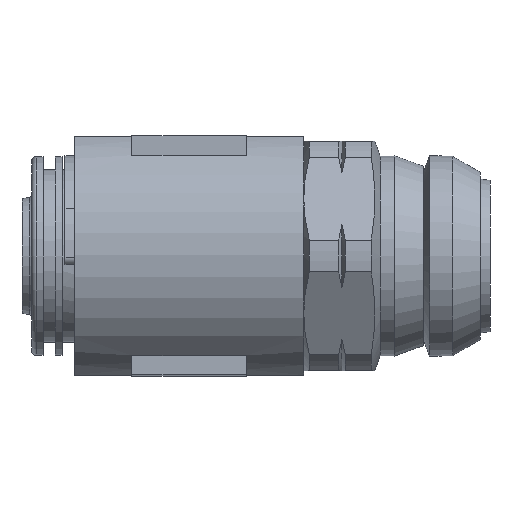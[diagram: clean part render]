
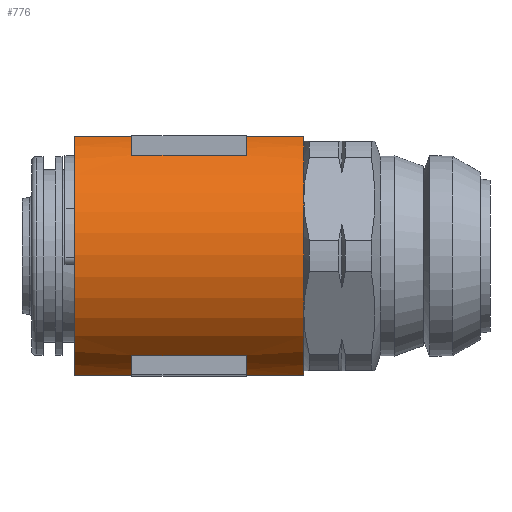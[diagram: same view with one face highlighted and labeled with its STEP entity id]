
A CAD part, left-side view. The second image highlights one B-rep face of the part: STEP entity #776.
In plain terms, the highlighted cylindrical face has radius 13.5 mm (diameter 27 mm), a partial arc.
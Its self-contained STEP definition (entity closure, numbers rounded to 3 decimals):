
#9 = DIRECTION ( 'NONE',  ( 0., 1., 0. ) ) ;
#21 = CARTESIAN_POINT ( 'NONE',  ( 0., 47.5, 0. ) ) ;
#29 = DIRECTION ( 'NONE',  ( 0.008, 0., 1. ) ) ;
#99 = EDGE_CURVE ( 'NONE', #6718, #6707, #5150, .T. ) ;
#389 = CARTESIAN_POINT ( 'NONE',  ( -5.004, 47.5, 12.538 ) ) ;
#390 = DIRECTION ( 'NONE',  ( 0., -1., 0. ) ) ;
#395 = CARTESIAN_POINT ( 'NONE',  ( -5.196, 19.5, -12.46 ) ) ;
#397 = CARTESIAN_POINT ( 'NONE',  ( 0., 25.5, 0. ) ) ;
#398 = DIRECTION ( 'NONE',  ( 0., 1., 0. ) ) ;
#399 = DIRECTION ( 'NONE',  ( -0.008, 0., -1. ) ) ;
#402 = CARTESIAN_POINT ( 'NONE',  ( -8.419, 47.5, 10.553 ) ) ;
#404 = DIRECTION ( 'NONE',  ( 0., -1., 0. ) ) ;
#463 = CARTESIAN_POINT ( 'NONE',  ( -5.004, 25.5, 12.538 ) ) ;
#465 = CARTESIAN_POINT ( 'NONE',  ( -8.419, 25.5, 10.553 ) ) ;
#467 = CARTESIAN_POINT ( 'NONE',  ( -8.419, 37.5, 10.553 ) ) ;
#468 = CARTESIAN_POINT ( 'NONE',  ( -8.58, 25.5, -10.422 ) ) ;
#469 = CARTESIAN_POINT ( 'NONE',  ( -5.004, 37.5, 12.538 ) ) ;
#470 = CARTESIAN_POINT ( 'NONE',  ( -5.196, 37.5, -12.46 ) ) ;
#471 = CARTESIAN_POINT ( 'NONE',  ( -5.196, 25.5, -12.46 ) ) ;
#478 = CARTESIAN_POINT ( 'NONE',  ( -8.58, 37.5, -10.422 ) ) ;
#519 = CIRCLE ( 'NONE', #4471, 13.5 ) ;
#538 = LINE ( 'NONE', #3446, #543 ) ;
#540 = CIRCLE ( 'NONE', #4472, 13.5 ) ;
#543 = VECTOR ( 'NONE', #3463, 1000. ) ;
#549 = LINE ( 'NONE', #2437, #552 ) ;
#551 = LINE ( 'NONE', #2439, #554 ) ;
#552 = VECTOR ( 'NONE', #2438, 1000. ) ;
#554 = VECTOR ( 'NONE', #2440, 1000. ) ;
#776 = ADVANCED_FACE ( 'NONE', ( #2986 ), #2994, .T. ) ;
#828 = EDGE_CURVE ( 'NONE', #1465, #2064, #3091, .T. ) ;
#831 = EDGE_CURVE ( 'NONE', #1469, #1465, #3097, .T. ) ;
#834 = EDGE_CURVE ( 'NONE', #1473, #1469, #3102, .T. ) ;
#1417 = VERTEX_POINT ( 'NONE', #395 ) ;
#1465 = VERTEX_POINT ( 'NONE', #463 ) ;
#1469 = VERTEX_POINT ( 'NONE', #465 ) ;
#1473 = VERTEX_POINT ( 'NONE', #467 ) ;
#1475 = VERTEX_POINT ( 'NONE', #468 ) ;
#1477 = VERTEX_POINT ( 'NONE', #469 ) ;
#1479 = VERTEX_POINT ( 'NONE', #470 ) ;
#1481 = VERTEX_POINT ( 'NONE', #471 ) ;
#1494 = VERTEX_POINT ( 'NONE', #478 ) ;
#1868 = ORIENTED_EDGE ( 'NONE', *, *, #99, .F. ) ;
#1869 = ORIENTED_EDGE ( 'NONE', *, *, #4709, .F. ) ;
#1870 = ORIENTED_EDGE ( 'NONE', *, *, #4712, .F. ) ;
#1871 = ORIENTED_EDGE ( 'NONE', *, *, #4714, .F. ) ;
#1872 = ORIENTED_EDGE ( 'NONE', *, *, #4701, .F. ) ;
#1873 = ORIENTED_EDGE ( 'NONE', *, *, #4715, .F. ) ;
#1874 = ORIENTED_EDGE ( 'NONE', *, *, #4010, .F. ) ;
#1875 = ORIENTED_EDGE ( 'NONE', *, *, #828, .F. ) ;
#1876 = ORIENTED_EDGE ( 'NONE', *, *, #831, .F. ) ;
#1877 = ORIENTED_EDGE ( 'NONE', *, *, #834, .F. ) ;
#1878 = ORIENTED_EDGE ( 'NONE', *, *, #4695, .F. ) ;
#1879 = ORIENTED_EDGE ( 'NONE', *, *, #4696, .F. ) ;
#2064 = VERTEX_POINT ( 'NONE', #5833 ) ;
#2433 = CARTESIAN_POINT ( 'NONE',  ( 0., 37.5, 0. ) ) ;
#2434 = DIRECTION ( 'NONE',  ( 0., -1., 0. ) ) ;
#2435 = DIRECTION ( 'NONE',  ( 0.008, 0., 1. ) ) ;
#2437 = CARTESIAN_POINT ( 'NONE',  ( -8.58, 47.5, -10.422 ) ) ;
#2438 = DIRECTION ( 'NONE',  ( 0., 1., 0. ) ) ;
#2439 = CARTESIAN_POINT ( 'NONE',  ( -5.196, 47.5, -12.46 ) ) ;
#2440 = DIRECTION ( 'NONE',  ( 0., 1., 0. ) ) ;
#2825 = CARTESIAN_POINT ( 'NONE',  ( -5.004, 43.5, 12.538 ) ) ;
#2836 = CARTESIAN_POINT ( 'NONE',  ( -5.196, 43.5, -12.46 ) ) ;
#2986 = FACE_OUTER_BOUND ( 'NONE', #6755, .T. ) ;
#2994 = CYLINDRICAL_SURFACE ( 'NONE', #4823, 13.5 ) ;
#3091 = LINE ( 'NONE', #389, #3094 ) ;
#3094 = VECTOR ( 'NONE', #390, 1000. ) ;
#3097 = CIRCLE ( 'NONE', #4870, 13.5 ) ;
#3102 = LINE ( 'NONE', #402, #3105 ) ;
#3105 = VECTOR ( 'NONE', #404, 1000. ) ;
#3414 = DIRECTION ( 'NONE',  ( 0., -1., 0. ) ) ;
#3431 = CARTESIAN_POINT ( 'NONE',  ( -5.004, 47.5, 12.538 ) ) ;
#3435 = CARTESIAN_POINT ( 'NONE',  ( 0., 37.5, 0. ) ) ;
#3436 = DIRECTION ( 'NONE',  ( 0., -1., 0. ) ) ;
#3437 = DIRECTION ( 'NONE',  ( 0.008, 0., 1. ) ) ;
#3446 = CARTESIAN_POINT ( 'NONE',  ( -5.196, 47.5, -12.46 ) ) ;
#3448 = CARTESIAN_POINT ( 'NONE',  ( 0., 25.5, 0. ) ) ;
#3449 = DIRECTION ( 'NONE',  ( 0., 1., 0. ) ) ;
#3450 = DIRECTION ( 'NONE',  ( -0.008, 0., -1. ) ) ;
#3463 = DIRECTION ( 'NONE',  ( 0., 1., 0. ) ) ;
#3940 = CARTESIAN_POINT ( 'NONE',  ( 0., 43.5, 0. ) ) ;
#3941 = DIRECTION ( 'NONE',  ( 0., 1., 0. ) ) ;
#3942 = DIRECTION ( 'NONE',  ( -1., 0., 0.008 ) ) ;
#4010 = EDGE_CURVE ( 'NONE', #2064, #1417, #6356, .T. ) ;
#4047 = AXIS2_PLACEMENT_3D ( 'NONE', #3940, #3941, #3942 ) ;
#4470 = AXIS2_PLACEMENT_3D ( 'NONE', #3435, #3436, #3437 ) ;
#4471 = AXIS2_PLACEMENT_3D ( 'NONE', #3448, #3449, #3450 ) ;
#4472 = AXIS2_PLACEMENT_3D ( 'NONE', #2433, #2434, #2435 ) ;
#4695 = EDGE_CURVE ( 'NONE', #1477, #1473, #6488, .T. ) ;
#4696 = EDGE_CURVE ( 'NONE', #6707, #1477, #6490, .T. ) ;
#4701 = EDGE_CURVE ( 'NONE', #1481, #1475, #519, .T. ) ;
#4709 = EDGE_CURVE ( 'NONE', #1479, #6718, #538, .T. ) ;
#4712 = EDGE_CURVE ( 'NONE', #1494, #1479, #540, .T. ) ;
#4714 = EDGE_CURVE ( 'NONE', #1475, #1494, #549, .T. ) ;
#4715 = EDGE_CURVE ( 'NONE', #1417, #1481, #551, .T. ) ;
#4823 = AXIS2_PLACEMENT_3D ( 'NONE', #21, #9, #29 ) ;
#4870 = AXIS2_PLACEMENT_3D ( 'NONE', #397, #398, #399 ) ;
#5043 = AXIS2_PLACEMENT_3D ( 'NONE', #5472, #5473, #5474 ) ;
#5150 = CIRCLE ( 'NONE', #4047, 13.5 ) ;
#5472 = CARTESIAN_POINT ( 'NONE',  ( 0., 19.5, 0. ) ) ;
#5473 = DIRECTION ( 'NONE',  ( 0., -1., 0. ) ) ;
#5474 = DIRECTION ( 'NONE',  ( 0.008, 0., 1. ) ) ;
#5833 = CARTESIAN_POINT ( 'NONE',  ( -5.004, 19.5, 12.538 ) ) ;
#6356 = CIRCLE ( 'NONE', #5043, 13.5 ) ;
#6488 = CIRCLE ( 'NONE', #4470, 13.5 ) ;
#6490 = LINE ( 'NONE', #3431, #6491 ) ;
#6491 = VECTOR ( 'NONE', #3414, 1000. ) ;
#6707 = VERTEX_POINT ( 'NONE', #2825 ) ;
#6718 = VERTEX_POINT ( 'NONE', #2836 ) ;
#6755 = EDGE_LOOP ( 'NONE', ( #1868, #1869, #1870, #1871, #1872, #1873, #1874, #1875, #1876, #1877, #1878, #1879 ) ) ;
